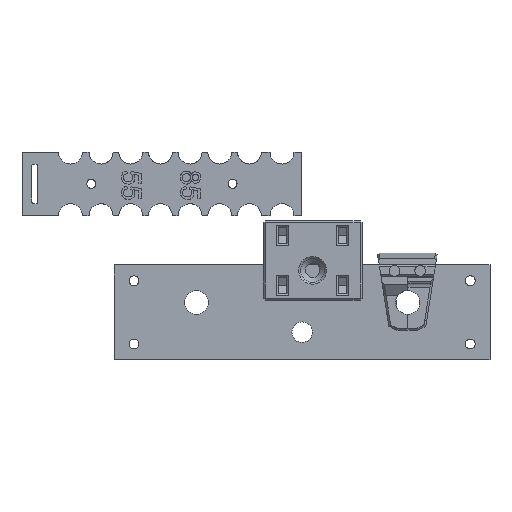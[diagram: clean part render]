
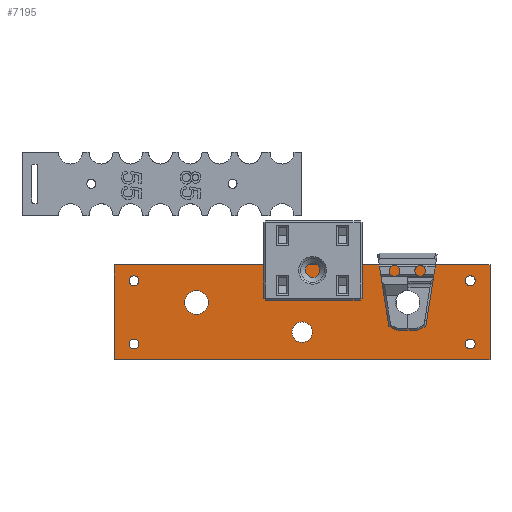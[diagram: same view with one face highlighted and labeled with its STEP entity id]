
A CAD part, top view. The second image highlights one B-rep face of the part: STEP entity #7195.
In plain terms, the highlighted planar face has unit normal (0, 0, 1).
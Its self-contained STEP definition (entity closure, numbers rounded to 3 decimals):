
#497=CIRCLE('',#7708,2.5);
#499=CIRCLE('',#7711,2.5);
#501=CIRCLE('',#7714,6.);
#503=CIRCLE('',#7717,2.5);
#505=CIRCLE('',#7720,6.);
#507=CIRCLE('',#7723,5.2);
#509=CIRCLE('',#7726,2.5);
#555=FACE_BOUND('',#1388,.T.);
#556=FACE_BOUND('',#1389,.T.);
#557=FACE_BOUND('',#1390,.T.);
#558=FACE_BOUND('',#1391,.T.);
#559=FACE_BOUND('',#1392,.T.);
#560=FACE_BOUND('',#1393,.T.);
#561=FACE_BOUND('',#1394,.T.);
#968=FACE_OUTER_BOUND('',#1387,.T.);
#1387=EDGE_LOOP('',(#6560,#6561,#6562,#6563));
#1388=EDGE_LOOP('',(#6564));
#1389=EDGE_LOOP('',(#6565));
#1390=EDGE_LOOP('',(#6566));
#1391=EDGE_LOOP('',(#6567));
#1392=EDGE_LOOP('',(#6568));
#1393=EDGE_LOOP('',(#6569));
#1394=EDGE_LOOP('',(#6570));
#2093=LINE('',#12877,#2793);
#2096=LINE('',#12883,#2796);
#2099=LINE('',#12889,#2799);
#2102=LINE('',#12893,#2802);
#2793=VECTOR('',#9391,10.);
#2796=VECTOR('',#9396,10.);
#2799=VECTOR('',#9401,10.);
#2802=VECTOR('',#9406,10.);
#3455=VERTEX_POINT('',#12829);
#3457=VERTEX_POINT('',#12835);
#3459=VERTEX_POINT('',#12841);
#3461=VERTEX_POINT('',#12847);
#3463=VERTEX_POINT('',#12853);
#3465=VERTEX_POINT('',#12859);
#3467=VERTEX_POINT('',#12865);
#3471=VERTEX_POINT('',#12874);
#3472=VERTEX_POINT('',#12876);
#3474=VERTEX_POINT('',#12882);
#3476=VERTEX_POINT('',#12888);
#4479=EDGE_CURVE('',#3455,#3455,#497,.T.);
#4482=EDGE_CURVE('',#3457,#3457,#499,.T.);
#4485=EDGE_CURVE('',#3459,#3459,#501,.T.);
#4488=EDGE_CURVE('',#3461,#3461,#503,.T.);
#4491=EDGE_CURVE('',#3463,#3463,#505,.T.);
#4494=EDGE_CURVE('',#3465,#3465,#507,.T.);
#4497=EDGE_CURVE('',#3467,#3467,#509,.T.);
#4502=EDGE_CURVE('',#3472,#3471,#2093,.T.);
#4505=EDGE_CURVE('',#3474,#3472,#2096,.T.);
#4508=EDGE_CURVE('',#3476,#3474,#2099,.T.);
#4511=EDGE_CURVE('',#3471,#3476,#2102,.T.);
#6560=ORIENTED_EDGE('',*,*,#4511,.T.);
#6561=ORIENTED_EDGE('',*,*,#4508,.T.);
#6562=ORIENTED_EDGE('',*,*,#4505,.T.);
#6563=ORIENTED_EDGE('',*,*,#4502,.T.);
#6564=ORIENTED_EDGE('',*,*,#4497,.T.);
#6565=ORIENTED_EDGE('',*,*,#4494,.T.);
#6566=ORIENTED_EDGE('',*,*,#4491,.T.);
#6567=ORIENTED_EDGE('',*,*,#4488,.T.);
#6568=ORIENTED_EDGE('',*,*,#4485,.T.);
#6569=ORIENTED_EDGE('',*,*,#4482,.T.);
#6570=ORIENTED_EDGE('',*,*,#4479,.T.);
#6814=PLANE('',#7732);
#7195=ADVANCED_FACE('',(#968,#555,#556,#557,#558,#559,#560,#561),#6814,
 .T.);
#7708=AXIS2_PLACEMENT_3D('',#12830,#9340,#9341);
#7711=AXIS2_PLACEMENT_3D('',#12836,#9347,#9348);
#7714=AXIS2_PLACEMENT_3D('',#12842,#9354,#9355);
#7717=AXIS2_PLACEMENT_3D('',#12848,#9361,#9362);
#7720=AXIS2_PLACEMENT_3D('',#12854,#9368,#9369);
#7723=AXIS2_PLACEMENT_3D('',#12860,#9375,#9376);
#7726=AXIS2_PLACEMENT_3D('',#12866,#9382,#9383);
#7732=AXIS2_PLACEMENT_3D('',#12894,#9407,#9408);
#9340=DIRECTION('center_axis',(0.,0.,-1.));
#9341=DIRECTION('ref_axis',(1.,0.,0.));
#9347=DIRECTION('center_axis',(0.,0.,-1.));
#9348=DIRECTION('ref_axis',(1.,0.,0.));
#9354=DIRECTION('center_axis',(0.,0.,-1.));
#9355=DIRECTION('ref_axis',(1.,0.,0.));
#9361=DIRECTION('center_axis',(0.,0.,-1.));
#9362=DIRECTION('ref_axis',(1.,0.,0.));
#9368=DIRECTION('center_axis',(0.,0.,-1.));
#9369=DIRECTION('ref_axis',(1.,0.,0.));
#9375=DIRECTION('center_axis',(0.,0.,-1.));
#9376=DIRECTION('ref_axis',(1.,0.,0.));
#9382=DIRECTION('center_axis',(0.,0.,-1.));
#9383=DIRECTION('ref_axis',(1.,0.,0.));
#9391=DIRECTION('',(-1.,0.,0.));
#9396=DIRECTION('',(0.,1.,0.));
#9401=DIRECTION('',(1.,0.,0.));
#9406=DIRECTION('',(0.,-1.,0.));
#9407=DIRECTION('center_axis',(0.,0.,1.));
#9408=DIRECTION('ref_axis',(1.,0.,0.));
#12829=CARTESIAN_POINT('',(7.5,40.,4.));
#12830=CARTESIAN_POINT('Origin',(10.,40.,4.));
#12835=CARTESIAN_POINT('',(177.5,40.,4.));
#12836=CARTESIAN_POINT('Origin',(180.,40.,4.));
#12841=CARTESIAN_POINT('',(35.5,29.,4.));
#12842=CARTESIAN_POINT('Origin',(41.5,29.,4.));
#12847=CARTESIAN_POINT('',(177.5,8.,4.));
#12848=CARTESIAN_POINT('Origin',(180.,8.,4.));
#12853=CARTESIAN_POINT('',(142.5,29.,4.));
#12854=CARTESIAN_POINT('Origin',(148.5,29.,4.));
#12859=CARTESIAN_POINT('',(89.8,14.,4.));
#12860=CARTESIAN_POINT('Origin',(95.,14.,4.));
#12865=CARTESIAN_POINT('',(7.5,8.,4.));
#12866=CARTESIAN_POINT('Origin',(10.,8.,4.));
#12874=CARTESIAN_POINT('',(0.,48.,4.));
#12876=CARTESIAN_POINT('',(190.,48.,4.));
#12877=CARTESIAN_POINT('',(190.,48.,4.));
#12882=CARTESIAN_POINT('',(190.,0.,4.));
#12883=CARTESIAN_POINT('',(190.,0.,4.));
#12888=CARTESIAN_POINT('',(0.,0.,4.));
#12889=CARTESIAN_POINT('',(0.,0.,4.));
#12893=CARTESIAN_POINT('',(0.,48.,4.));
#12894=CARTESIAN_POINT('Origin',(95.,24.,4.));
